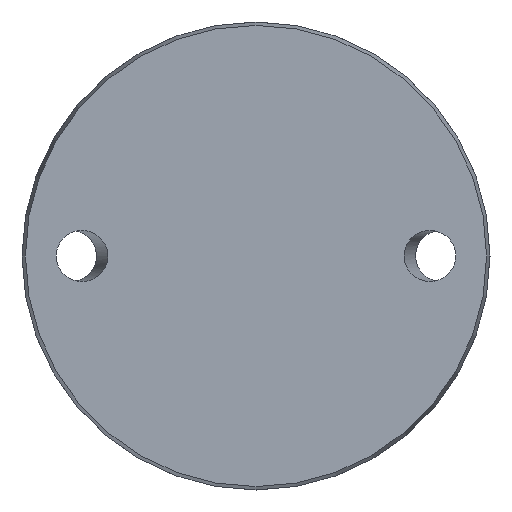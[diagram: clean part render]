
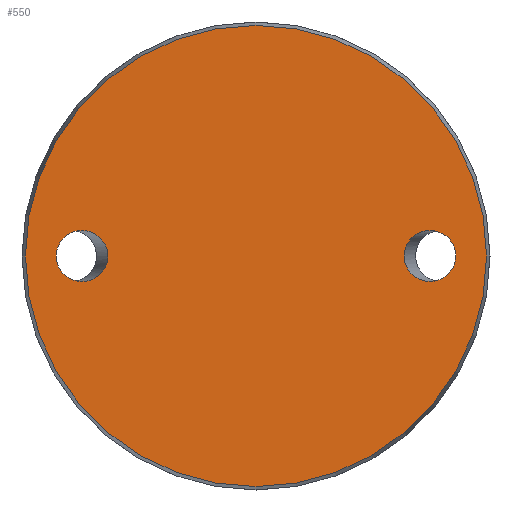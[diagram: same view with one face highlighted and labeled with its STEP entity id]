
A CAD part, front view. The second image highlights one B-rep face of the part: STEP entity #550.
In plain terms, the highlighted planar face has unit normal (0, -1, 0).
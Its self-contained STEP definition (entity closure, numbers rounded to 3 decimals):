
#55 = FACE_BOUND ( 'NONE', #124, .T. ) ;
#86 = CARTESIAN_POINT ( 'NONE',  ( -33.309, 0., 0. ) ) ;
#97 = CARTESIAN_POINT ( 'NONE',  ( -33.309, 0., 0. ) ) ;
#111 = CARTESIAN_POINT ( 'NONE',  ( -33.309, 0., 0. ) ) ;
#122 = CARTESIAN_POINT ( 'NONE',  ( 24.691, 0., 0. ) ) ;
#124 = EDGE_LOOP ( 'NONE', ( #806 ) ) ;
#144 = EDGE_CURVE ( 'NONE', #172, #172, #228, .T. ) ;
#147 = CARTESIAN_POINT ( 'NONE',  ( 0., 0., -38.425 ) ) ;
#172 = VERTEX_POINT ( 'NONE', #147 ) ;
#212 = DIRECTION ( 'NONE',  ( 0., 1., 0. ) ) ;
#228 = CIRCLE ( 'NONE', #353, 38.425 ) ;
#239 = DIRECTION ( 'NONE',  ( 0., 0., -1. ) ) ;
#251 = VERTEX_POINT ( 'NONE', #97 ) ;
#253 = CARTESIAN_POINT ( 'NONE',  ( -33.309, 0., -8.5 ) ) ;
#264 = EDGE_CURVE ( 'NONE', #251, #251, #740, .T. ) ;
#282 = FACE_OUTER_BOUND ( 'NONE', #664, .T. ) ;
#300 = EDGE_CURVE ( 'NONE', #380, #380, #317, .T. ) ;
#317 =( BOUNDED_CURVE ( )  B_SPLINE_CURVE ( 3, ( #399, #329, #505, #637, #949, #719, #122 ),
 .UNSPECIFIED., .T., .F. ) 
 B_SPLINE_CURVE_WITH_KNOTS ( ( 4, 3, 4 ),
 ( 0., 3.142, 6.283 ),
 .UNSPECIFIED. ) 
 CURVE ( )  GEOMETRIC_REPRESENTATION_ITEM ( )  RATIONAL_B_SPLINE_CURVE ( ( 1., 0.333, 0.333, 1., 0.333, 0.333, 1. ) ) 
 REPRESENTATION_ITEM ( '' )  );
#320 = AXIS2_PLACEMENT_3D ( 'NONE', #762, #212, #901 ) ;
#329 = CARTESIAN_POINT ( 'NONE',  ( 24.691, 0., -8.5 ) ) ;
#340 = CARTESIAN_POINT ( 'NONE',  ( -33.309, 0., 8.5 ) ) ;
#353 = AXIS2_PLACEMENT_3D ( 'NONE', #849, #932, #239 ) ;
#380 = VERTEX_POINT ( 'NONE', #559 ) ;
#399 = CARTESIAN_POINT ( 'NONE',  ( 24.691, 0., 0. ) ) ;
#400 = EDGE_LOOP ( 'NONE', ( #508 ) ) ;
#429 = FACE_BOUND ( 'NONE', #400, .T. ) ;
#505 = CARTESIAN_POINT ( 'NONE',  ( 33.309, 0., -8.5 ) ) ;
#508 = ORIENTED_EDGE ( 'NONE', *, *, #264, .T. ) ;
#550 = ADVANCED_FACE ( 'NONE', ( #429, #55, #282 ), #587, .F. ) ;
#559 = CARTESIAN_POINT ( 'NONE',  ( 24.691, 0., 0. ) ) ;
#575 = ORIENTED_EDGE ( 'NONE', *, *, #144, .T. ) ;
#587 = PLANE ( 'NONE',  #320 ) ;
#637 = CARTESIAN_POINT ( 'NONE',  ( 33.309, 0., 0. ) ) ;
#645 = CARTESIAN_POINT ( 'NONE',  ( -24.691, 0., 8.5 ) ) ;
#664 = EDGE_LOOP ( 'NONE', ( #575 ) ) ;
#719 = CARTESIAN_POINT ( 'NONE',  ( 24.691, 0., 8.5 ) ) ;
#740 =( BOUNDED_CURVE ( )  B_SPLINE_CURVE ( 3, ( #86, #340, #645, #793, #871, #253, #111 ),
 .UNSPECIFIED., .T., .F. ) 
 B_SPLINE_CURVE_WITH_KNOTS ( ( 4, 3, 4 ),
 ( 0., 3.142, 6.283 ),
 .UNSPECIFIED. ) 
 CURVE ( )  GEOMETRIC_REPRESENTATION_ITEM ( )  RATIONAL_B_SPLINE_CURVE ( ( 1., 0.333, 0.333, 1., 0.333, 0.333, 1. ) ) 
 REPRESENTATION_ITEM ( '' )  );
#762 = CARTESIAN_POINT ( 'NONE',  ( -38.425, 0., 0. ) ) ;
#793 = CARTESIAN_POINT ( 'NONE',  ( -24.691, 0., 0. ) ) ;
#806 = ORIENTED_EDGE ( 'NONE', *, *, #300, .F. ) ;
#849 = CARTESIAN_POINT ( 'NONE',  ( 0., 0., 0. ) ) ;
#871 = CARTESIAN_POINT ( 'NONE',  ( -24.691, 0., -8.5 ) ) ;
#901 = DIRECTION ( 'NONE',  ( 0., 0., 1. ) ) ;
#932 = DIRECTION ( 'NONE',  ( 0., -1., 0. ) ) ;
#949 = CARTESIAN_POINT ( 'NONE',  ( 33.309, 0., 8.5 ) ) ;
